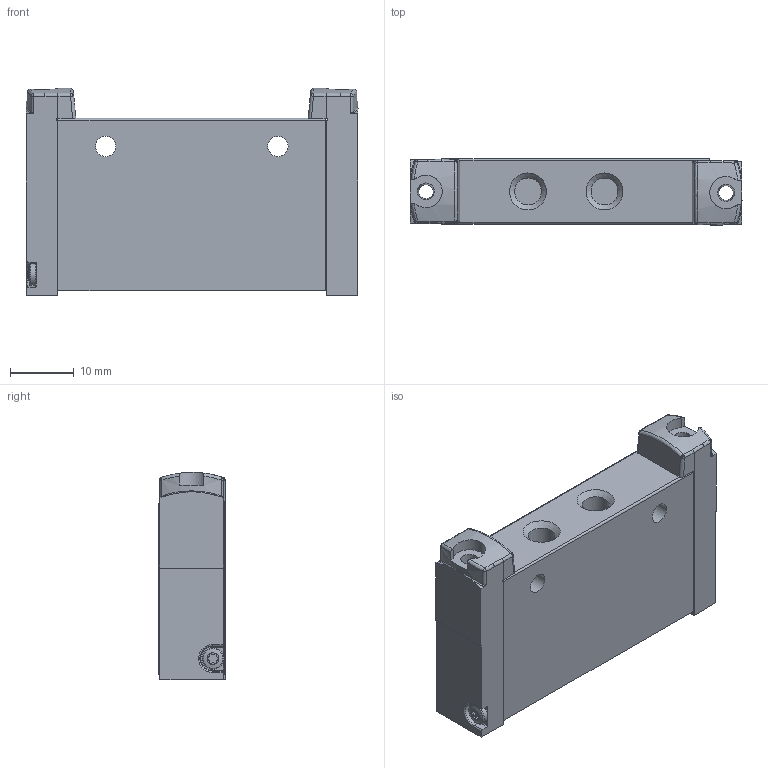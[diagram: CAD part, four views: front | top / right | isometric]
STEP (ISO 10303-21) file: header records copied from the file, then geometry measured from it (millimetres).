
FILE_DESCRIPTION(/* description */ (''),/* implementation_level */ '2;1');
FILE_NAME(/* name */ '00736426_GRUNDVENTIL_VUVG-L-10-B52-M5.iam.step',/* time_stamp */ '2014-01-07T11:30:45-08:00',/* author */ ('s-2512170'),/* organization */ (''),/* preprocessor_version */ 'ST-DEVELOPER v15.2',/* originating_system */ 'Autodesk Inventor 2014',/* authorisation */ '');
FILE_SCHEMA (('AUTOMOTIVE_DESIGN { 1 0 10303 214 3 1 1 }'));
Length unit declared in the file: millimetre
Products named in the file (4): 00736424_GEHAEUSE_VUVG-L-10-...-M5.1.1; 00736422_DECKEL_VUVG-...-10-.1; 00730989_LINSENSCHRAUBE_F-M1.8X7-A2-70; 00736426_GRUNDVENTIL_VUVG-L-10-B52-M5
Bounding box: 52.07 x 10.37 x 32.5 mm (x, y, z)
Volume: 13979.7 mm3; surface area: 7170 mm2
Topology: 4 solids, 4 shells, 231 faces, 598 edges, 384 vertices
Faces by surface type: cylinder 106, plane 55, bspline 41, cone 22, torus 7
Full cylindrical faces by diameter (mm): 1.45 x12, 1.5 x1, 1.8 x1, 2 x2, 2.9 x2, 3.2 x2, 3.4 x1, 4.2 x7
Entity records: 7679 total; most frequent: CARTESIAN_POINT 3430, DIRECTION 888, ORIENTED_EDGE 750, AXIS2_PLACEMENT_3D 380, EDGE_CURVE 375, VERTEX_POINT 266, EDGE_LOOP 239, CIRCLE 189
